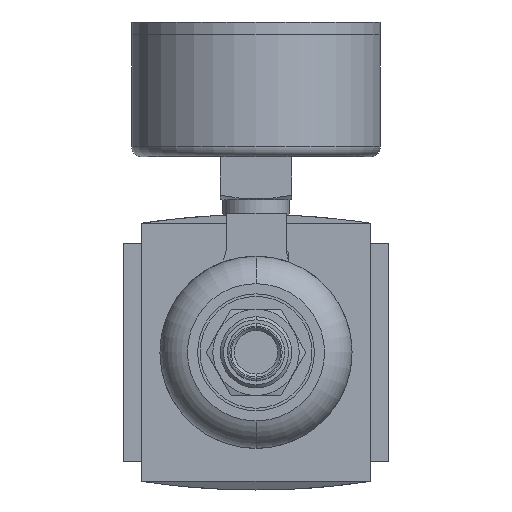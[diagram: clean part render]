
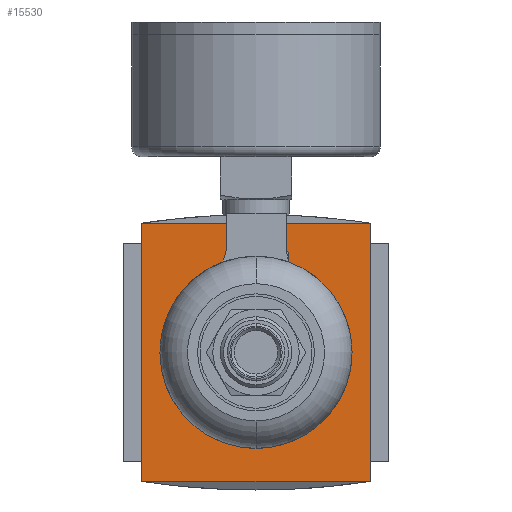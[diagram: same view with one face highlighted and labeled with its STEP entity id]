
A CAD part, front view. The second image highlights one B-rep face of the part: STEP entity #15530.
In plain terms, the highlighted planar face has unit normal (0, -1, 0).
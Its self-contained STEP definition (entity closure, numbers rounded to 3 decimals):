
#466 = CARTESIAN_POINT ( 'NONE',  ( -22.5, -31., -25.4 ) ) ;
#2060 = CARTESIAN_POINT ( 'NONE',  ( -22.5, -31., -25.4 ) ) ;
#2102 = VECTOR ( 'NONE', #13088, 1000. ) ;
#2300 = VECTOR ( 'NONE', #7520, 1000. ) ;
#2459 = PLANE ( 'NONE',  #8340 ) ;
#3902 = CARTESIAN_POINT ( 'NONE',  ( 0., -31., 25.4 ) ) ;
#3994 = DIRECTION ( 'NONE',  ( -1., 0., 0. ) ) ;
#5511 = EDGE_CURVE ( 'NONE', #20861, #11735, #21010, .T. ) ;
#6501 = ORIENTED_EDGE ( 'NONE', *, *, #11859, .F. ) ;
#6677 = LINE ( 'NONE', #15357, #21231 ) ;
#7520 = DIRECTION ( 'NONE',  ( 1., 0., 0. ) ) ;
#7902 = CARTESIAN_POINT ( 'NONE',  ( 0., -31., -25.4 ) ) ;
#8288 = LINE ( 'NONE', #7902, #2300 ) ;
#8340 = AXIS2_PLACEMENT_3D ( 'NONE', #15842, #18299, #11397 ) ;
#8573 = DIRECTION ( 'NONE',  ( 0., 0., -1. ) ) ;
#11397 = DIRECTION ( 'NONE',  ( 1., 0., 0. ) ) ;
#11479 = EDGE_CURVE ( 'NONE', #26138, #28173, #8288, .T. ) ;
#11679 = LINE ( 'NONE', #2060, #2102 ) ;
#11735 = VERTEX_POINT ( 'NONE', #18573 ) ;
#11859 = EDGE_CURVE ( 'NONE', #26138, #11735, #11679, .T. ) ;
#11952 = EDGE_CURVE ( 'NONE', #20861, #28173, #6677, .T. ) ;
#13088 = DIRECTION ( 'NONE',  ( 0., 0., 1. ) ) ;
#13498 = ORIENTED_EDGE ( 'NONE', *, *, #5511, .T. ) ;
#14841 = ORIENTED_EDGE ( 'NONE', *, *, #11952, .F. ) ;
#15357 = CARTESIAN_POINT ( 'NONE',  ( 22.5, -31., 25.4 ) ) ;
#15530 = ADVANCED_FACE ( 'NONE', ( #16783 ), #2459, .F. ) ;
#15842 = CARTESIAN_POINT ( 'NONE',  ( 0., -31., 122.903 ) ) ;
#16783 = FACE_OUTER_BOUND ( 'NONE', #27027, .T. ) ;
#18299 = DIRECTION ( 'NONE',  ( 0., 1., 0. ) ) ;
#18573 = CARTESIAN_POINT ( 'NONE',  ( -22.5, -31., 25.4 ) ) ;
#20113 = CARTESIAN_POINT ( 'NONE',  ( 22.5, -31., 25.4 ) ) ;
#20861 = VERTEX_POINT ( 'NONE', #20113 ) ;
#21010 = LINE ( 'NONE', #3902, #22068 ) ;
#21231 = VECTOR ( 'NONE', #8573, 1000. ) ;
#22068 = VECTOR ( 'NONE', #3994, 1000. ) ;
#23980 = ORIENTED_EDGE ( 'NONE', *, *, #11479, .T. ) ;
#24720 = CARTESIAN_POINT ( 'NONE',  ( 22.5, -31., -25.4 ) ) ;
#26138 = VERTEX_POINT ( 'NONE', #466 ) ;
#27027 = EDGE_LOOP ( 'NONE', ( #6501, #23980, #14841, #13498 ) ) ;
#28173 = VERTEX_POINT ( 'NONE', #24720 ) ;
